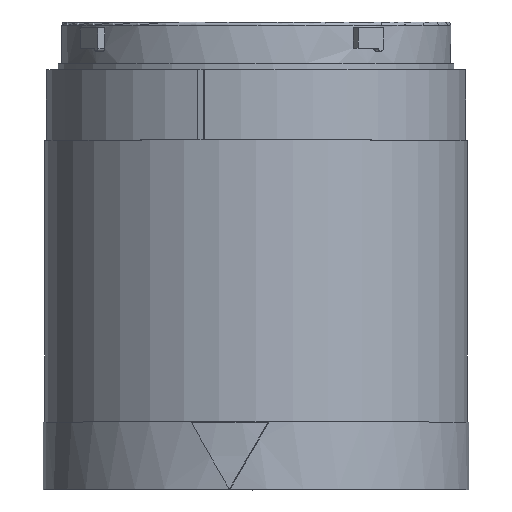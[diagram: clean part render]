
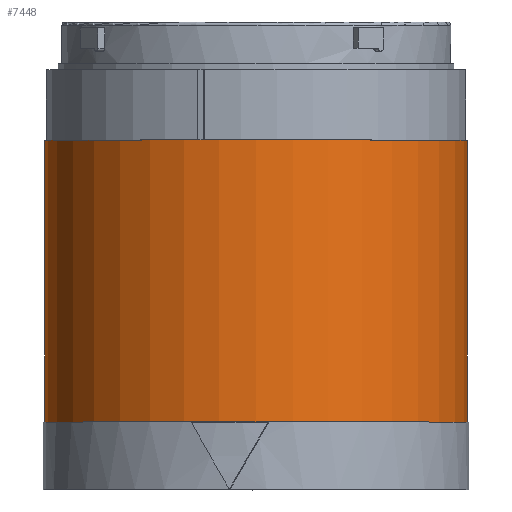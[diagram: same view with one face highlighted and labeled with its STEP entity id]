
A CAD part, top view. The second image highlights one B-rep face of the part: STEP entity #7448.
In plain terms, the highlighted cylindrical face has radius 34.5 mm (diameter 69 mm), a full revolution.
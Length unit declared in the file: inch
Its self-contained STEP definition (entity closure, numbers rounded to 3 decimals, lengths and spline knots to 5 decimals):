
#1665=FACE_BOUND('',#2176,.T.);
#1739=FACE_OUTER_BOUND('',#2175,.T.);
#2175=EDGE_LOOP('',(#4990));
#2176=EDGE_LOOP('',(#4991));
#2685=CIRCLE('',#7921,1.35827);
#2686=CIRCLE('',#7922,1.35827);
#3086=VERTEX_POINT('',#11219);
#3087=VERTEX_POINT('',#11221);
#3845=EDGE_CURVE('',#3086,#3086,#2685,.T.);
#3846=EDGE_CURVE('',#3087,#3087,#2686,.T.);
#4990=ORIENTED_EDGE('',*,*,#3845,.T.);
#4991=ORIENTED_EDGE('',*,*,#3846,.T.);
#7280=CYLINDRICAL_SURFACE('',#7920,1.35827);
#7448=ADVANCED_FACE('',(#1739,#1665),#7280,.T.);
#7920=AXIS2_PLACEMENT_3D('',#11218,#8813,#8814);
#7921=AXIS2_PLACEMENT_3D('',#11220,#8815,#8816);
#7922=AXIS2_PLACEMENT_3D('',#11222,#8817,#8818);
#8813=DIRECTION('center_axis',(0.,-1.,0.));
#8814=DIRECTION('ref_axis',(-1.,0.,0.));
#8815=DIRECTION('center_axis',(0.,1.,0.));
#8816=DIRECTION('ref_axis',(-1.,0.,0.));
#8817=DIRECTION('center_axis',(0.,-1.,0.));
#8818=DIRECTION('ref_axis',(1.,0.,0.));
#11218=CARTESIAN_POINT('Origin',(0.,2.68701,0.));
#11219=CARTESIAN_POINT('',(-1.35827,0.43307,0.));
#11220=CARTESIAN_POINT('Origin',(0.,0.43307,0.));
#11221=CARTESIAN_POINT('',(-1.35827,2.24409,0.));
#11222=CARTESIAN_POINT('Origin',(0.,2.24409,0.));
